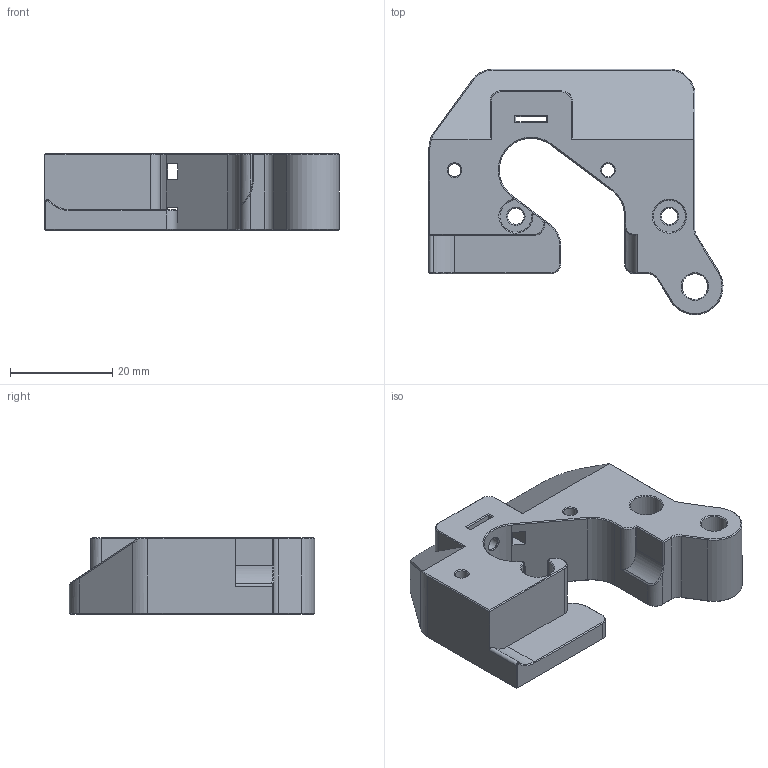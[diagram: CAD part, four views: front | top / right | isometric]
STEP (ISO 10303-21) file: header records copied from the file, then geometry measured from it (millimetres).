
FILE_DESCRIPTION(/* description */ (''),/* implementation_level */ '2;1');
FILE_NAME(/* name */ 'TC-DOCK-V6-DOCK-ADAPTER.step',/* time_stamp */ '2019-12-03T11:32:22+00:00',/* author */ (''),/* organization */ (''),/* preprocessor_version */ 'ST-DEVELOPER v18',/* originating_system */ 'Autodesk Translation Framework v8.12.0.6',/* authorisation */ '');
FILE_SCHEMA (('AUTOMOTIVE_DESIGN { 1 0 10303 214 3 1 1 }'));
Length unit declared in the file: millimetre
Products named in the file (2): TC-DOCK-V6-DOCK-ADAPTER; TC-DOCK-V6-DOCK-ADAPTER_1
Assembly tree (1 placements, depth 2):
  TC-DOCK-V6-DOCK-ADAPTER
    TC-DOCK-V6-DOCK-ADAPTER_1
Bounding box: 57.5 x 48 x 15 mm (x, y, z)
Volume: 19549.2 mm3; surface area: 8210.9 mm2
Topology: 1 solids, 1 shells, 190 faces, 461 edges, 273 vertices
Faces by surface type: plane 97, cone 49, cylinder 35, bspline 9
Full cylindrical faces by diameter (mm): 2.5 x4, 2.529 x2, 3.2 x2, 5 x1, 6.25 x1, 7 x1
Entity records: 5868 total; most frequent: CARTESIAN_POINT 1314, DIRECTION 938, ORIENTED_EDGE 922, EDGE_CURVE 461, LINE 314, VECTOR 314, AXIS2_PLACEMENT_3D 312, VERTEX_POINT 273
